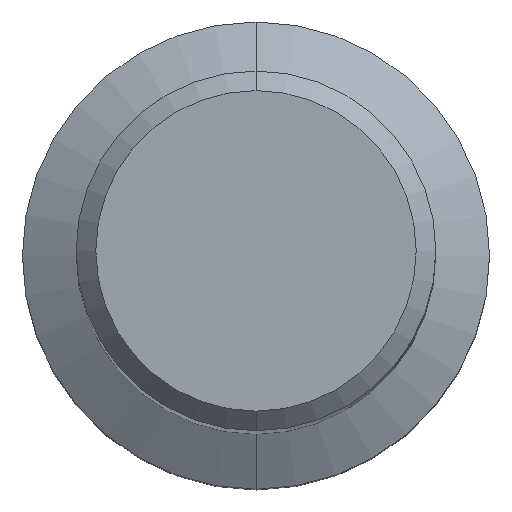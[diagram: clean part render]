
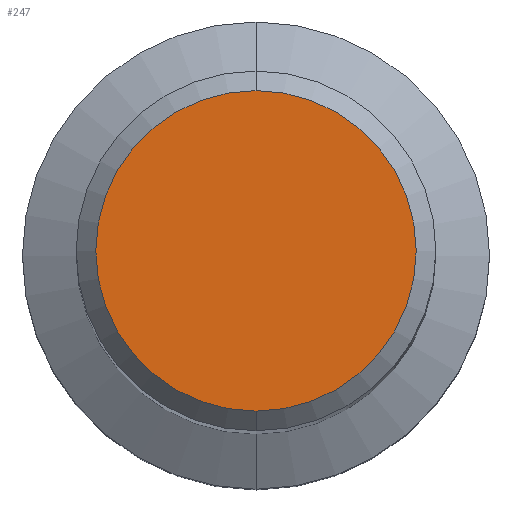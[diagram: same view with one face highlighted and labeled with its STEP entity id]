
A CAD part, top view. The second image highlights one B-rep face of the part: STEP entity #247.
In plain terms, the highlighted planar face has unit normal (0, 0, 1).
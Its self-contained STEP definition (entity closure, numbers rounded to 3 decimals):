
#247=ADVANCED_FACE('',(#636),#637,.T.);
#437=EDGE_CURVE('',#555,#557,#847,.T.);
#555=VERTEX_POINT('',#980);
#557=VERTEX_POINT('',#982);
#559=EDGE_CURVE('',#557,#555,#984,.T.);
#636=FACE_OUTER_BOUND('',#1104,.T.);
#637=PLANE('',#1105);
#847=CIRCLE('',#1500,4.9);
#980=CARTESIAN_POINT('',(0.0,4.9,0.0));
#982=CARTESIAN_POINT('',(0.,-4.9,0.0));
#984=CIRCLE('',#1737,4.9);
#1104=EDGE_LOOP('',(#1839,#1840));
#1105=AXIS2_PLACEMENT_3D('',#1841,#1842,#1843);
#1500=AXIS2_PLACEMENT_3D('',#2070,#2071,#2072);
#1737=AXIS2_PLACEMENT_3D('',#2254,#2255,#2256);
#1839=ORIENTED_EDGE('',*,*,#437,.F.);
#1840=ORIENTED_EDGE('',*,*,#559,.F.);
#1841=CARTESIAN_POINT('',(0.0,2.45,0.0));
#1842=DIRECTION('',(-0.0,0.0,1.0));
#1843=DIRECTION('',(0.0,-1.0,0.0));
#2070=CARTESIAN_POINT('',(0.0,0.0,0.0));
#2071=DIRECTION('',(0.0,0.0,-1.0));
#2072=DIRECTION('',(0.0,1.0,0.0));
#2254=CARTESIAN_POINT('',(0.0,0.0,0.0));
#2255=DIRECTION('',(0.0,0.0,-1.0));
#2256=DIRECTION('',(0.0,1.0,0.0));
